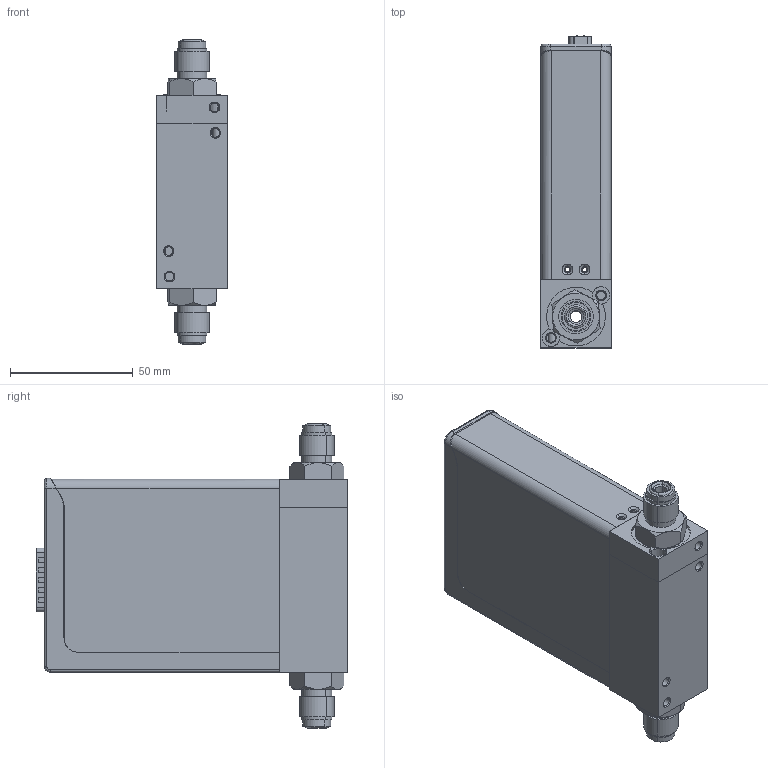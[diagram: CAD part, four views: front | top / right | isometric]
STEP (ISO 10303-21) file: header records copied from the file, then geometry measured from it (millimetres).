
FILE_DESCRIPTION (( 'STEP AP203' ), '1' );
FILE_NAME ('GF040-VX-S5.STEP', '2013-10-21T14:56:20', ( 'mrutkowski' ), ( 'Hewlett-Packard Company' ), 'SwSTEP 2.0', 'SolidWorks 2012', '' );
FILE_SCHEMA (( 'CONFIG_CONTROL_DESIGN' ));
Products named in the file (1): GF040-VX-S5
Bounding box: 28.57 x 127.2 x 123.95 mm (x, y, z)
Surface area: 51032.4 mm2 (no closed solid volume)
Topology: 0 solids, 1080 shells, 1166 faces, 5528 edges, 5365 vertices
Faces by surface type: plane 755, cylinder 245, cone 88, bspline 70, torus 8
Entity records: 62760 total; most frequent: CARTESIAN_POINT 21365, DIRECTION 8190, ORIENTED_EDGE 5683, EDGE_CURVE 5524, VERTEX_POINT 5365, VECTOR 4062, LINE 4062, AXIS2_PLACEMENT_3D 2064
